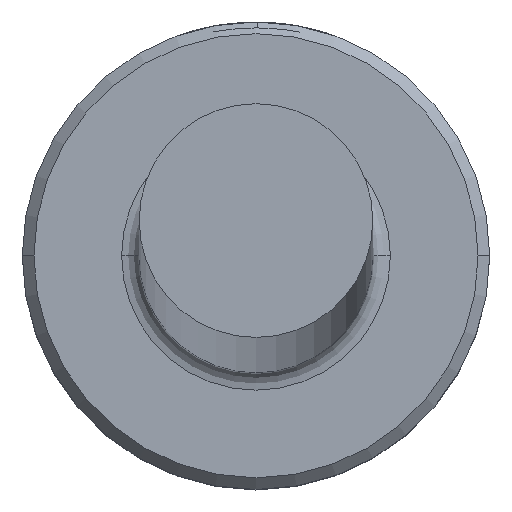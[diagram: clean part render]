
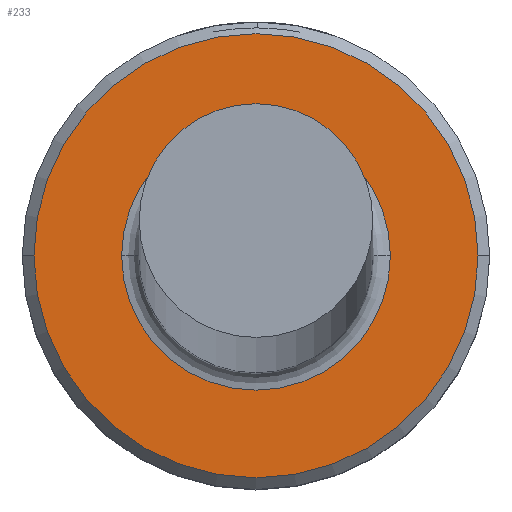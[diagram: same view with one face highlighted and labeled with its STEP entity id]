
A CAD part, top view. The second image highlights one B-rep face of the part: STEP entity #233.
In plain terms, the highlighted planar face has unit normal (0, 0, 1).
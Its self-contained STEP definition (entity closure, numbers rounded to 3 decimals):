
#80 = DIRECTION ( 'NONE',  ( 0., 0., 1. ) ) ;
#85 = VERTEX_POINT ( 'NONE', #1090 ) ;
#98 = VERTEX_POINT ( 'NONE', #861 ) ;
#105 = FACE_BOUND ( 'NONE', #1071, .T. ) ;
#120 = EDGE_CURVE ( 'NONE', #98, #85, #728, .T. ) ;
#171 = DIRECTION ( 'NONE',  ( 1., 0., 0. ) ) ;
#195 = CIRCLE ( 'NONE', #1147, 3.8 ) ;
#203 = ORIENTED_EDGE ( 'NONE', *, *, #120, .T. ) ;
#233 = ADVANCED_FACE ( 'NONE', ( #371, #105 ), #503, .T. ) ;
#252 = AXIS2_PLACEMENT_3D ( 'NONE', #580, #1085, #403 ) ;
#259 = DIRECTION ( 'NONE',  ( 0., 0., 1. ) ) ;
#266 = EDGE_CURVE ( 'NONE', #859, #493, #798, .T. ) ;
#299 = AXIS2_PLACEMENT_3D ( 'NONE', #461, #80, #171 ) ;
#371 = FACE_OUTER_BOUND ( 'NONE', #750, .T. ) ;
#403 = DIRECTION ( 'NONE',  ( 1., 0., 0. ) ) ;
#461 = CARTESIAN_POINT ( 'NONE',  ( 0., 0., 5. ) ) ;
#493 = VERTEX_POINT ( 'NONE', #864 ) ;
#503 = PLANE ( 'NONE',  #252 ) ;
#521 = AXIS2_PLACEMENT_3D ( 'NONE', #536, #1127, #625 ) ;
#536 = CARTESIAN_POINT ( 'NONE',  ( 0., 0., 5. ) ) ;
#580 = CARTESIAN_POINT ( 'NONE',  ( 0., 0., 5. ) ) ;
#618 = EDGE_CURVE ( 'NONE', #493, #859, #195, .T. ) ;
#625 = DIRECTION ( 'NONE',  ( -1., 0., 0. ) ) ;
#685 = CARTESIAN_POINT ( 'NONE',  ( -3.8, 0., 5. ) ) ;
#728 = CIRCLE ( 'NONE', #751, 2.3 ) ;
#738 = CIRCLE ( 'NONE', #521, 2.3 ) ;
#750 = EDGE_LOOP ( 'NONE', ( #1157, #1052 ) ) ;
#751 = AXIS2_PLACEMENT_3D ( 'NONE', #1104, #1094, #1038 ) ;
#798 = CIRCLE ( 'NONE', #299, 3.8 ) ;
#803 = CARTESIAN_POINT ( 'NONE',  ( 0., 0., 5. ) ) ;
#836 = ORIENTED_EDGE ( 'NONE', *, *, #968, .T. ) ;
#859 = VERTEX_POINT ( 'NONE', #685 ) ;
#861 = CARTESIAN_POINT ( 'NONE',  ( 2.3, 0., 5. ) ) ;
#864 = CARTESIAN_POINT ( 'NONE',  ( 3.8, 0., 5. ) ) ;
#890 = DIRECTION ( 'NONE',  ( 1., 0., 0. ) ) ;
#968 = EDGE_CURVE ( 'NONE', #85, #98, #738, .T. ) ;
#1038 = DIRECTION ( 'NONE',  ( -1., 0., 0. ) ) ;
#1052 = ORIENTED_EDGE ( 'NONE', *, *, #618, .T. ) ;
#1071 = EDGE_LOOP ( 'NONE', ( #836, #203 ) ) ;
#1085 = DIRECTION ( 'NONE',  ( 0., 0., 1. ) ) ;
#1090 = CARTESIAN_POINT ( 'NONE',  ( -2.3, 0., 5. ) ) ;
#1094 = DIRECTION ( 'NONE',  ( 0., 0., -1. ) ) ;
#1104 = CARTESIAN_POINT ( 'NONE',  ( 0., 0., 5. ) ) ;
#1127 = DIRECTION ( 'NONE',  ( 0., 0., -1. ) ) ;
#1147 = AXIS2_PLACEMENT_3D ( 'NONE', #803, #259, #890 ) ;
#1157 = ORIENTED_EDGE ( 'NONE', *, *, #266, .T. ) ;
